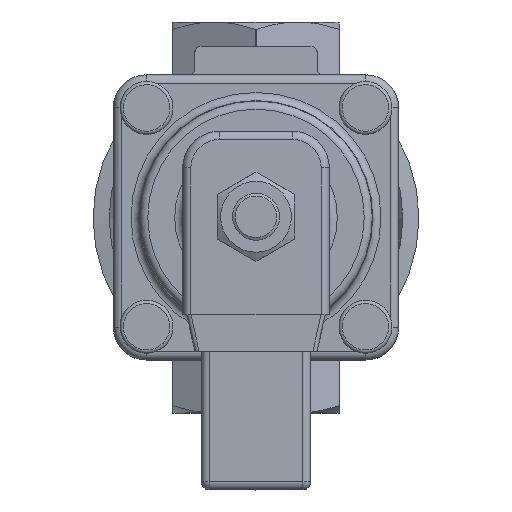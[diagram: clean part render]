
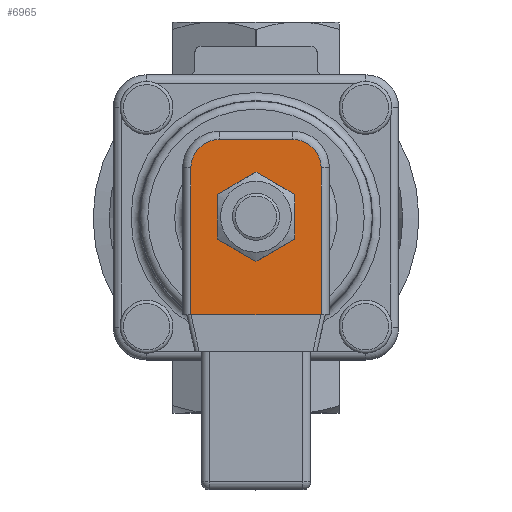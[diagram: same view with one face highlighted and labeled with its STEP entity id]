
A CAD part, top view. The second image highlights one B-rep face of the part: STEP entity #6965.
In plain terms, the highlighted planar face has unit normal (0, 0, 1).
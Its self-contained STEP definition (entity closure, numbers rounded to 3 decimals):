
#460=FACE_BOUND('',#1203,.T.);
#751=FACE_OUTER_BOUND('',#1202,.T.);
#1202=EDGE_LOOP('',(#4880,#4881,#4882,#4883,#4884,#4885));
#1203=EDGE_LOOP('',(#4886,#4887,#4888,#4889,#4890,#4891));
#1775=LINE('',#10708,#2167);
#1776=LINE('',#10712,#2168);
#1777=LINE('',#10714,#2169);
#1778=LINE('',#10715,#2170);
#1779=LINE('',#10718,#2171);
#1780=LINE('',#10720,#2172);
#1781=LINE('',#10722,#2173);
#1782=LINE('',#10724,#2174);
#1783=LINE('',#10726,#2175);
#1784=LINE('',#10727,#2176);
#2167=VECTOR('',#8495,18.);
#2168=VECTOR('',#8498,36.);
#2169=VECTOR('',#8499,32.);
#2170=VECTOR('',#8500,36.);
#2171=VECTOR('',#8501,10.97);
#2172=VECTOR('',#8502,10.97);
#2173=VECTOR('',#8503,10.97);
#2174=VECTOR('',#8504,10.97);
#2175=VECTOR('',#8505,10.97);
#2176=VECTOR('',#8506,10.97);
#2494=CIRCLE('',#7450,7.);
#2495=CIRCLE('',#7451,7.);
#2921=VERTEX_POINT('',#10704);
#2922=VERTEX_POINT('',#10705);
#2923=VERTEX_POINT('',#10707);
#2924=VERTEX_POINT('',#10709);
#2925=VERTEX_POINT('',#10711);
#2926=VERTEX_POINT('',#10713);
#2927=VERTEX_POINT('',#10716);
#2928=VERTEX_POINT('',#10717);
#2929=VERTEX_POINT('',#10719);
#2930=VERTEX_POINT('',#10721);
#2931=VERTEX_POINT('',#10723);
#2932=VERTEX_POINT('',#10725);
#3673=EDGE_CURVE('',#2921,#2922,#2494,.T.);
#3674=EDGE_CURVE('',#2923,#2921,#1775,.T.);
#3675=EDGE_CURVE('',#2924,#2923,#2495,.T.);
#3676=EDGE_CURVE('',#2925,#2924,#1776,.T.);
#3677=EDGE_CURVE('',#2926,#2925,#1777,.T.);
#3678=EDGE_CURVE('',#2922,#2926,#1778,.T.);
#3679=EDGE_CURVE('',#2927,#2928,#1779,.T.);
#3680=EDGE_CURVE('',#2929,#2927,#1780,.T.);
#3681=EDGE_CURVE('',#2930,#2929,#1781,.T.);
#3682=EDGE_CURVE('',#2931,#2930,#1782,.T.);
#3683=EDGE_CURVE('',#2932,#2931,#1783,.T.);
#3684=EDGE_CURVE('',#2928,#2932,#1784,.T.);
#4880=ORIENTED_EDGE('',*,*,#3673,.F.);
#4881=ORIENTED_EDGE('',*,*,#3674,.F.);
#4882=ORIENTED_EDGE('',*,*,#3675,.F.);
#4883=ORIENTED_EDGE('',*,*,#3676,.F.);
#4884=ORIENTED_EDGE('',*,*,#3677,.F.);
#4885=ORIENTED_EDGE('',*,*,#3678,.F.);
#4886=ORIENTED_EDGE('',*,*,#3679,.F.);
#4887=ORIENTED_EDGE('',*,*,#3680,.F.);
#4888=ORIENTED_EDGE('',*,*,#3681,.F.);
#4889=ORIENTED_EDGE('',*,*,#3682,.F.);
#4890=ORIENTED_EDGE('',*,*,#3683,.F.);
#4891=ORIENTED_EDGE('',*,*,#3684,.F.);
#6780=PLANE('',#7449);
#6965=ADVANCED_FACE('',(#751,#460),#6780,.T.);
#7449=AXIS2_PLACEMENT_3D('',#10703,#8491,#8492);
#7450=AXIS2_PLACEMENT_3D('',#10706,#8493,#8494);
#7451=AXIS2_PLACEMENT_3D('',#10710,#8496,#8497);
#8491=DIRECTION('center_axis',(0.,0.,
1.));
#8492=DIRECTION('ref_axis',(1.,0.,0.));
#8493=DIRECTION('center_axis',(0.,0.,
-1.));
#8494=DIRECTION('ref_axis',(0.707,0.707,0.));
#8495=DIRECTION('',(1.,0.,0.));
#8496=DIRECTION('center_axis',(0.,0.,
-1.));
#8497=DIRECTION('ref_axis',(-0.707,0.707,0.));
#8498=DIRECTION('',(0.,1.,0.));
#8499=DIRECTION('',(-1.,0.,0.));
#8500=DIRECTION('',(0.,-1.,0.));
#8501=DIRECTION('',(-0.866,-0.5,0.));
#8502=DIRECTION('',(-0.866,0.5,0.));
#8503=DIRECTION('',(0.,1.,0.));
#8504=DIRECTION('',(0.866,0.5,0.));
#8505=DIRECTION('',(0.866,-0.5,0.));
#8506=DIRECTION('',(0.,-1.,0.));
#10703=CARTESIAN_POINT('Origin',(0.,-1.5,
114.8));
#10704=CARTESIAN_POINT('',(9.,19.,114.8));
#10705=CARTESIAN_POINT('',(16.,12.,114.8));
#10706=CARTESIAN_POINT('Origin',(9.,12.,114.8));
#10707=CARTESIAN_POINT('',(-9.,19.,114.8));
#10708=CARTESIAN_POINT('',(-9.,19.,114.8));
#10709=CARTESIAN_POINT('',(-16.,12.,114.8));
#10710=CARTESIAN_POINT('Origin',(-9.,12.,114.8));
#10711=CARTESIAN_POINT('',(-16.,-24.,114.8));
#10712=CARTESIAN_POINT('',(-16.,-12.75,114.8));
#10713=CARTESIAN_POINT('',(16.,-24.,114.8));
#10714=CARTESIAN_POINT('',(18.,-24.,114.8));
#10715=CARTESIAN_POINT('',(16.,9.75,114.8));
#10716=CARTESIAN_POINT('',(0.,10.97,114.8));
#10717=CARTESIAN_POINT('',(-9.5,5.485,114.8));
#10718=CARTESIAN_POINT('',(-2.7,9.411,114.8));
#10719=CARTESIAN_POINT('',(9.5,5.485,114.8));
#10720=CARTESIAN_POINT('',(7.45,6.669,114.8));
#10721=CARTESIAN_POINT('',(9.5,-5.485,114.8));
#10722=CARTESIAN_POINT('',(9.5,-3.492,114.8));
#10723=CARTESIAN_POINT('',(0.,-10.97,114.8));
#10724=CARTESIAN_POINT('',(2.05,-9.786,114.8));
#10725=CARTESIAN_POINT('',(-9.5,-5.485,114.8));
#10726=CARTESIAN_POINT('',(-6.8,-7.044,114.8));
#10727=CARTESIAN_POINT('',(-9.5,1.992,114.8));
